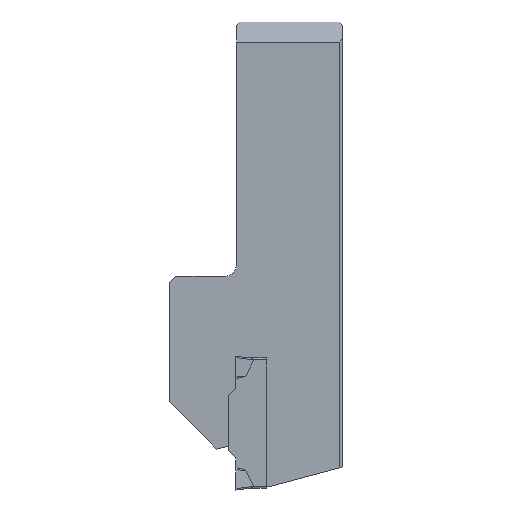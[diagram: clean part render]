
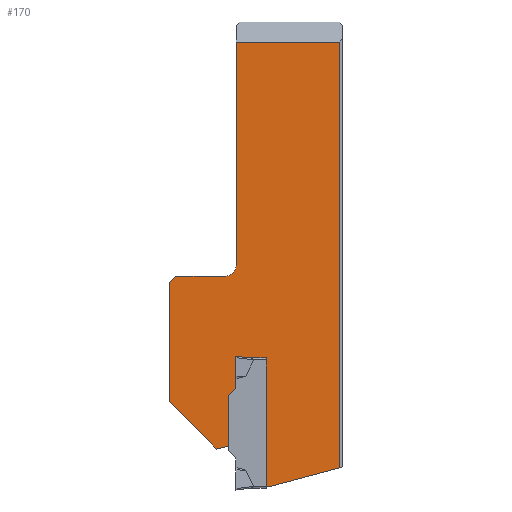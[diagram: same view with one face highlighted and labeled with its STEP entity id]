
A CAD part, left-side view. The second image highlights one B-rep face of the part: STEP entity #170.
In plain terms, the highlighted planar face has unit normal (-1, 0, 0).
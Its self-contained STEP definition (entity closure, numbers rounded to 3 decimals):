
#115=CIRCLE('',#1290,1.6);
#125=B_SPLINE_CURVE_WITH_KNOTS('',3,(#1676,#1677,#1678,#1679),
 .UNSPECIFIED.,.F.,.F.,(4,4),(0.,1.),.UNSPECIFIED.);
#126=B_SPLINE_CURVE_WITH_KNOTS('',3,(#1681,#1682,#1683,#1684),
 .UNSPECIFIED.,.F.,.F.,(4,4),(0.,1.),.UNSPECIFIED.);
#127=B_SPLINE_CURVE_WITH_KNOTS('',3,(#1686,#1687,#1688,#1689),
 .UNSPECIFIED.,.F.,.F.,(4,4),(0.,1.),.UNSPECIFIED.);
#128=B_SPLINE_CURVE_WITH_KNOTS('',3,(#1691,#1692,#1693,#1694),
 .UNSPECIFIED.,.F.,.F.,(4,4),(0.,1.),.UNSPECIFIED.);
#129=B_SPLINE_CURVE_WITH_KNOTS('',3,(#1696,#1697,#1698,#1699),
 .UNSPECIFIED.,.F.,.F.,(4,4),(0.,1.),.UNSPECIFIED.);
#130=B_SPLINE_CURVE_WITH_KNOTS('',3,(#1701,#1702,#1703,#1704),
 .UNSPECIFIED.,.F.,.F.,(4,4),(0.,1.),.UNSPECIFIED.);
#170=ADVANCED_FACE('',(#270),#229,.F.);
#229=PLANE('',#1291);
#270=FACE_OUTER_BOUND('',#329,.T.);
#329=EDGE_LOOP('',(#400,#401,#402,#403,#404,#405,#406,#407,#408,#409,#410,
#411,#412,#413,#414,#415,#416));
#400=ORIENTED_EDGE('',*,*,#840,.T.);
#401=ORIENTED_EDGE('',*,*,#841,.F.);
#402=ORIENTED_EDGE('',*,*,#842,.T.);
#403=ORIENTED_EDGE('',*,*,#843,.T.);
#404=ORIENTED_EDGE('',*,*,#826,.T.);
#405=ORIENTED_EDGE('',*,*,#844,.T.);
#406=ORIENTED_EDGE('',*,*,#845,.T.);
#407=ORIENTED_EDGE('',*,*,#846,.F.);
#408=ORIENTED_EDGE('',*,*,#847,.F.);
#409=ORIENTED_EDGE('',*,*,#848,.T.);
#410=ORIENTED_EDGE('',*,*,#849,.T.);
#411=ORIENTED_EDGE('',*,*,#850,.T.);
#412=ORIENTED_EDGE('',*,*,#851,.T.);
#413=ORIENTED_EDGE('',*,*,#852,.T.);
#414=ORIENTED_EDGE('',*,*,#853,.T.);
#415=ORIENTED_EDGE('',*,*,#854,.T.);
#416=ORIENTED_EDGE('',*,*,#855,.T.);
#716=VERTEX_POINT('',#1613);
#717=VERTEX_POINT('',#1614);
#730=VERTEX_POINT('',#1661);
#731=VERTEX_POINT('',#1662);
#732=VERTEX_POINT('',#1664);
#733=VERTEX_POINT('',#1666);
#734=VERTEX_POINT('',#1669);
#735=VERTEX_POINT('',#1671);
#736=VERTEX_POINT('',#1673);
#737=VERTEX_POINT('',#1675);
#738=VERTEX_POINT('',#1680);
#739=VERTEX_POINT('',#1685);
#740=VERTEX_POINT('',#1690);
#741=VERTEX_POINT('',#1695);
#742=VERTEX_POINT('',#1700);
#743=VERTEX_POINT('',#1705);
#744=VERTEX_POINT('',#1707);
#826=EDGE_CURVE('',#716,#717,#991,.T.);
#840=EDGE_CURVE('',#730,#731,#1004,.T.);
#841=EDGE_CURVE('',#732,#731,#1005,.T.);
#842=EDGE_CURVE('',#732,#733,#1006,.T.);
#843=EDGE_CURVE('',#733,#716,#115,.T.);
#844=EDGE_CURVE('',#717,#734,#1007,.T.);
#845=EDGE_CURVE('',#734,#735,#1008,.T.);
#846=EDGE_CURVE('',#736,#735,#1009,.T.);
#847=EDGE_CURVE('',#737,#736,#1010,.T.);
#848=EDGE_CURVE('',#737,#738,#125,.T.);
#849=EDGE_CURVE('',#738,#739,#126,.T.);
#850=EDGE_CURVE('',#739,#740,#127,.T.);
#851=EDGE_CURVE('',#740,#741,#128,.T.);
#852=EDGE_CURVE('',#741,#742,#129,.T.);
#853=EDGE_CURVE('',#742,#743,#130,.T.);
#854=EDGE_CURVE('',#743,#744,#1011,.T.);
#855=EDGE_CURVE('',#744,#730,#1012,.T.);
#991=LINE('',#1612,#1107);
#1004=LINE('',#1660,#1120);
#1005=LINE('',#1663,#1121);
#1006=LINE('',#1665,#1122);
#1007=LINE('',#1668,#1123);
#1008=LINE('',#1670,#1124);
#1009=LINE('',#1672,#1125);
#1010=LINE('',#1674,#1126);
#1011=LINE('',#1706,#1127);
#1012=LINE('',#1708,#1128);
#1107=VECTOR('',#1359,1.);
#1120=VECTOR('',#1376,1.);
#1121=VECTOR('',#1377,1.);
#1122=VECTOR('',#1378,1.);
#1123=VECTOR('',#1381,1.);
#1124=VECTOR('',#1382,1.);
#1125=VECTOR('',#1383,1.);
#1126=VECTOR('',#1384,1.);
#1127=VECTOR('',#1385,1.);
#1128=VECTOR('',#1386,1.);
#1290=AXIS2_PLACEMENT_3D('',#1667,#1379,#1380);
#1291=AXIS2_PLACEMENT_3D('',#1709,#1387,#1388);
#1359=DIRECTION('',(0.,1.,0.));
#1376=DIRECTION('',(0.,0.,1.));
#1377=DIRECTION('',(0.,-1.,0.));
#1378=DIRECTION('',(0.,0.,-1.));
#1379=DIRECTION('',(1.,0.,0.));
#1380=DIRECTION('',(0.,0.,-1.));
#1381=DIRECTION('',(0.,0.707,-0.707));
#1382=DIRECTION('',(0.,0.,-1.));
#1383=DIRECTION('',(0.,0.707,0.707));
#1384=DIRECTION('',(0.,0.974,-0.225));
#1385=DIRECTION('',(0.,-1.,0.));
#1386=DIRECTION('',(0.,-0.966,0.259));
#1387=DIRECTION('',(1.,0.,0.));
#1388=DIRECTION('',(0.,0.,1.));
#1612=CARTESIAN_POINT('',(-15.975,26.,-38.));
#1613=CARTESIAN_POINT('',(-15.975,17.575,-38.));
#1614=CARTESIAN_POINT('',(-15.975,25.,-38.));
#1660=CARTESIAN_POINT('',(-15.975,0.5,0.));
#1661=CARTESIAN_POINT('',(-15.975,0.5,-66.687));
#1662=CARTESIAN_POINT('',(-15.975,0.5,-3.));
#1663=CARTESIAN_POINT('',(-15.975,158.153,-3.));
#1664=CARTESIAN_POINT('',(-15.975,15.975,-3.));
#1665=CARTESIAN_POINT('',(-15.975,15.975,-36.4));
#1666=CARTESIAN_POINT('',(-15.975,15.975,-36.4));
#1667=CARTESIAN_POINT('',(-15.975,17.575,-36.4));
#1668=CARTESIAN_POINT('',(-15.975,26.,-39.));
#1669=CARTESIAN_POINT('',(-15.975,26.,-39.));
#1670=CARTESIAN_POINT('',(-15.975,26.,-75.));
#1671=CARTESIAN_POINT('',(-15.975,26.,-56.811));
#1672=CARTESIAN_POINT('',(-15.975,24.099,-58.712));
#1673=CARTESIAN_POINT('',(-15.975,18.942,-63.87));
#1674=CARTESIAN_POINT('',(-15.975,38.937,-68.486));
#1675=CARTESIAN_POINT('',(-15.975,17.127,-63.451));
#1676=CARTESIAN_POINT('',(-15.975,17.127,-63.451));
#1677=CARTESIAN_POINT('',(-15.975,17.127,-60.943));
#1678=CARTESIAN_POINT('',(-15.975,17.127,-58.435));
#1679=CARTESIAN_POINT('',(-15.975,17.127,-55.927));
#1680=CARTESIAN_POINT('',(-15.975,17.127,-55.927));
#1681=CARTESIAN_POINT('',(-15.975,17.127,-55.927));
#1682=CARTESIAN_POINT('',(-15.975,16.751,-55.551));
#1683=CARTESIAN_POINT('',(-15.975,16.376,-55.176));
#1684=CARTESIAN_POINT('',(-15.975,16.,-54.8));
#1685=CARTESIAN_POINT('',(-15.975,16.,-54.8));
#1686=CARTESIAN_POINT('',(-15.975,16.,-54.8));
#1687=CARTESIAN_POINT('',(-15.975,16.,-53.2));
#1688=CARTESIAN_POINT('',(-15.975,16.,-51.6));
#1689=CARTESIAN_POINT('',(-15.975,16.,-50.));
#1690=CARTESIAN_POINT('',(-15.975,16.,-50.));
#1691=CARTESIAN_POINT('',(-15.975,16.,-50.));
#1692=CARTESIAN_POINT('',(-15.975,15.321,-50.083));
#1693=CARTESIAN_POINT('',(-15.975,14.643,-50.167));
#1694=CARTESIAN_POINT('',(-15.975,13.964,-50.25));
#1695=CARTESIAN_POINT('',(-15.975,13.964,-50.25));
#1696=CARTESIAN_POINT('',(-15.975,13.964,-50.25));
#1697=CARTESIAN_POINT('',(-15.975,13.134,-50.25));
#1698=CARTESIAN_POINT('',(-15.975,12.303,-50.25));
#1699=CARTESIAN_POINT('',(-15.975,11.473,-50.25));
#1700=CARTESIAN_POINT('',(-15.975,11.473,-50.25));
#1701=CARTESIAN_POINT('',(-15.975,11.473,-50.25));
#1702=CARTESIAN_POINT('',(-15.975,11.473,-56.667));
#1703=CARTESIAN_POINT('',(-15.975,11.473,-63.083));
#1704=CARTESIAN_POINT('',(-15.975,11.473,-69.5));
#1705=CARTESIAN_POINT('',(-15.975,11.473,-69.5));
#1706=CARTESIAN_POINT('',(-15.975,37.988,-69.5));
#1707=CARTESIAN_POINT('',(-15.975,11.,-69.5));
#1708=CARTESIAN_POINT('',(-15.975,36.955,-76.455));
#1709=CARTESIAN_POINT('',(-15.975,37.988,-72.6));
